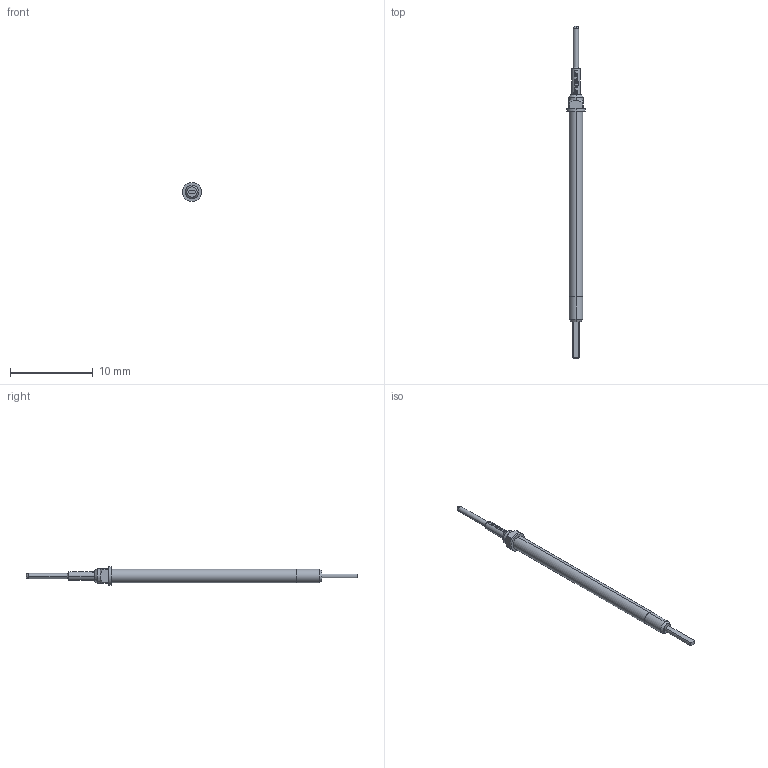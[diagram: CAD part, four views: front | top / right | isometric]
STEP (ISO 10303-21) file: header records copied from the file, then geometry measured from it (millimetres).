
FILE_DESCRIPTION (( 'STEP AP203' ), '1' );
FILE_NAME ('INGUN_GKS-746_305_064_A_xx02_M.STEP', '2021-11-03T12:05:57', ( 'ochi' ), ( '' ), 'SwSTEP 2.0', 'SolidWorks 2018', '' );
FILE_SCHEMA (( 'CONFIG_CONTROL_DESIGN' ));
Length unit declared in the file: millimetre
Products named in the file (1): INGUN_GKS-746_305_064_A_xx02_M
Bounding box: 2.3 x 40.2 x 2.3 mm (x, y, z)
Volume: 65.1 mm3; surface area: 180.6 mm2
Topology: 1 solids, 1 shells, 112 faces, 289 edges, 185 vertices
Faces by surface type: bspline 48, plane 27, cylinder 21, cone 14, sphere 2
Entity records: 4483 total; most frequent: CARTESIAN_POINT 2174, ORIENTED_EDGE 574, EDGE_CURVE 287, DIRECTION 273, B_SPLINE_CURVE_WITH_KNOTS 194, VERTEX_POINT 185, EDGE_LOOP 120, AXIS2_PLACEMENT_3D 115
